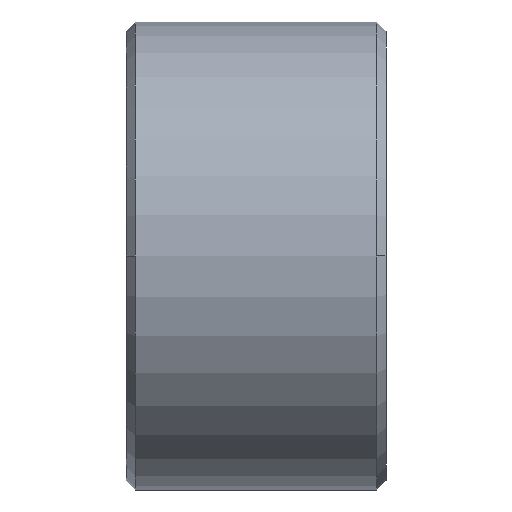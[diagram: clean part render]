
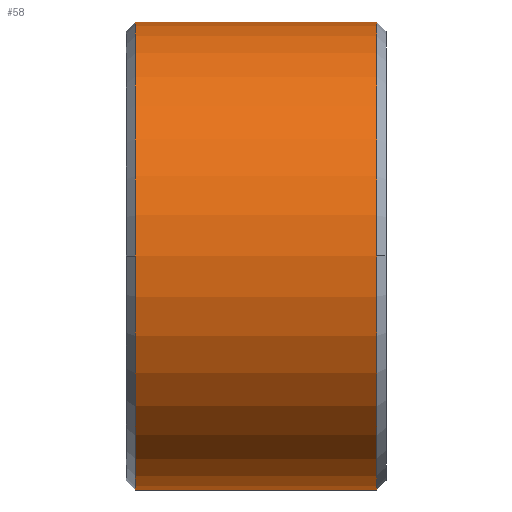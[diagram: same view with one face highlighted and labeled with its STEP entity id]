
A CAD part, front view. The second image highlights one B-rep face of the part: STEP entity #58.
In plain terms, the highlighted cylindrical face has radius 22.5 mm (diameter 45 mm), a partial arc.
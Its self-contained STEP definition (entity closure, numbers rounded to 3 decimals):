
#58=ADVANCED_FACE('',(#124),#125,.T.);
#124=FACE_OUTER_BOUND('',#195,.T.);
#125=CYLINDRICAL_SURFACE('',#196,22.5);
#195=EDGE_LOOP('',(#294,#295,#296,#297,#298,#299));
#196=AXIS2_PLACEMENT_3D('',#300,#301,#302);
#294=ORIENTED_EDGE('',*,*,#439,.T.);
#295=ORIENTED_EDGE('',*,*,#440,.T.);
#296=ORIENTED_EDGE('',*,*,#441,.T.);
#297=ORIENTED_EDGE('',*,*,#442,.T.);
#298=ORIENTED_EDGE('',*,*,#443,.T.);
#299=ORIENTED_EDGE('',*,*,#426,.T.);
#300=CARTESIAN_POINT('',(12.5,0.0,0.0));
#301=DIRECTION('',(1.0,0.0,0.0));
#302=DIRECTION('',(0.0,0.0,-1.0));
#426=EDGE_CURVE('',#505,#503,#506,.T.);
#439=EDGE_CURVE('',#503,#526,#527,.T.);
#440=EDGE_CURVE('',#526,#528,#529,.T.);
#441=EDGE_CURVE('',#528,#530,#531,.T.);
#442=EDGE_CURVE('',#530,#532,#533,.T.);
#443=EDGE_CURVE('',#532,#505,#534,.T.);
#503=VERTEX_POINT('',#600);
#505=VERTEX_POINT('',#602);
#506=CIRCLE('',#603,22.5);
#526=VERTEX_POINT('',#624);
#527=LINE('',#625,#626);
#528=VERTEX_POINT('',#627);
#529=CIRCLE('',#628,22.5);
#530=VERTEX_POINT('',#629);
#531=CIRCLE('',#630,22.5);
#532=VERTEX_POINT('',#631);
#533=LINE('',#632,#633);
#534=CIRCLE('',#634,22.5);
#600=CARTESIAN_POINT('',(0.9,0.,-22.5));
#602=CARTESIAN_POINT('',(0.9,-22.5,0.));
#603=AXIS2_PLACEMENT_3D('',#705,#706,#707);
#624=CARTESIAN_POINT('',(24.1,0.,-22.5));
#625=CARTESIAN_POINT('',(12.5,0.,-22.5));
#626=VECTOR('',#733,1.0);
#627=CARTESIAN_POINT('',(24.1,-22.5,0.));
#628=AXIS2_PLACEMENT_3D('',#734,#735,#736);
#629=CARTESIAN_POINT('',(24.1,0.,22.5));
#630=AXIS2_PLACEMENT_3D('',#737,#738,#739);
#631=CARTESIAN_POINT('',(0.9,0.,22.5));
#632=CARTESIAN_POINT('',(12.5,0.,22.5));
#633=VECTOR('',#740,1.0);
#634=AXIS2_PLACEMENT_3D('',#741,#742,#743);
#705=CARTESIAN_POINT('',(0.9,0.0,0.0));
#706=DIRECTION('',(1.0,0.0,0.));
#707=DIRECTION('',(0.,0.0,-1.0));
#733=DIRECTION('',(1.0,0.0,0.0));
#734=CARTESIAN_POINT('',(24.1,0.0,0.0));
#735=DIRECTION('',(-1.0,0.0,0.));
#736=DIRECTION('',(0.,0.0,-1.0));
#737=CARTESIAN_POINT('',(24.1,0.0,0.0));
#738=DIRECTION('',(-1.0,0.0,0.));
#739=DIRECTION('',(0.,0.0,-1.0));
#740=DIRECTION('',(-1.0,-0.0,-0.0));
#741=CARTESIAN_POINT('',(0.9,0.0,0.0));
#742=DIRECTION('',(1.0,0.0,0.));
#743=DIRECTION('',(0.,0.0,-1.0));
